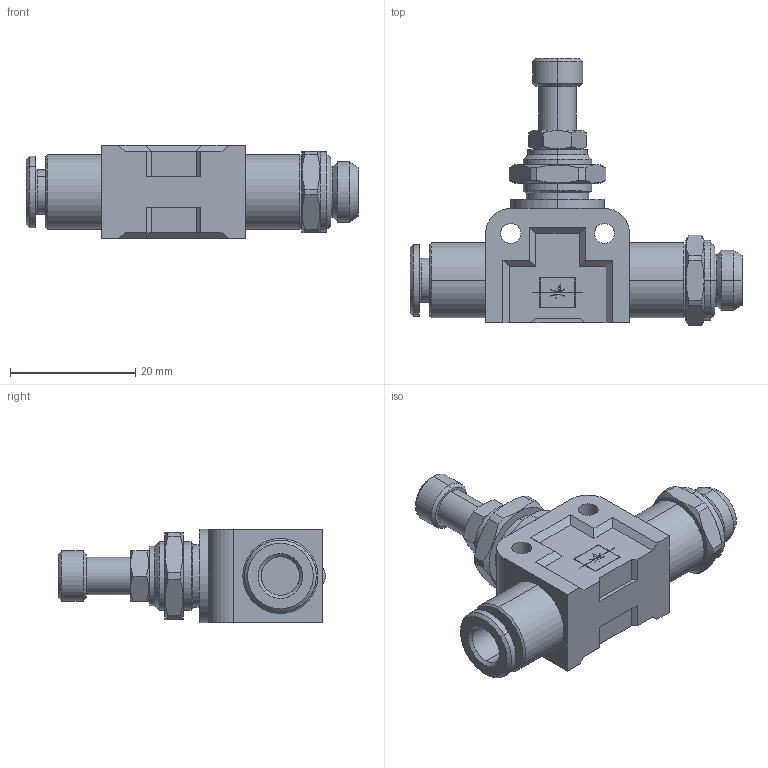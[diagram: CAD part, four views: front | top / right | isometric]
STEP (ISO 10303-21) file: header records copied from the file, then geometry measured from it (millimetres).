
FILE_DESCRIPTION (( 'STEP AP203' ), '1' );
FILE_NAME ('04250V31.STEP', '2011-06-21T08:50:32', ( '' ), ( 'sopra-pneumatic' ), 'SwSTEP 2.0', 'SolidWorks 2011', '' );
FILE_SCHEMA (( 'CONFIG_CONTROL_DESIGN' ));
Length unit declared in the file: millimetre
Products named in the file (1): 04250V31
Bounding box: 53.1 x 42.76 x 15 mm (x, y, z)
Volume: 9439.2 mm3; surface area: 5300 mm2
Topology: 1 solids, 6 shells, 245 faces, 597 edges, 385 vertices
Faces by surface type: plane 126, cylinder 75, cone 42, torus 2
Entity records: 7554 total; most frequent: CARTESIAN_POINT 1689, DIRECTION 1201, ORIENTED_EDGE 1190, EDGE_CURVE 595, AXIS2_PLACEMENT_3D 425, VERTEX_POINT 385, VECTOR 351, LINE 351
